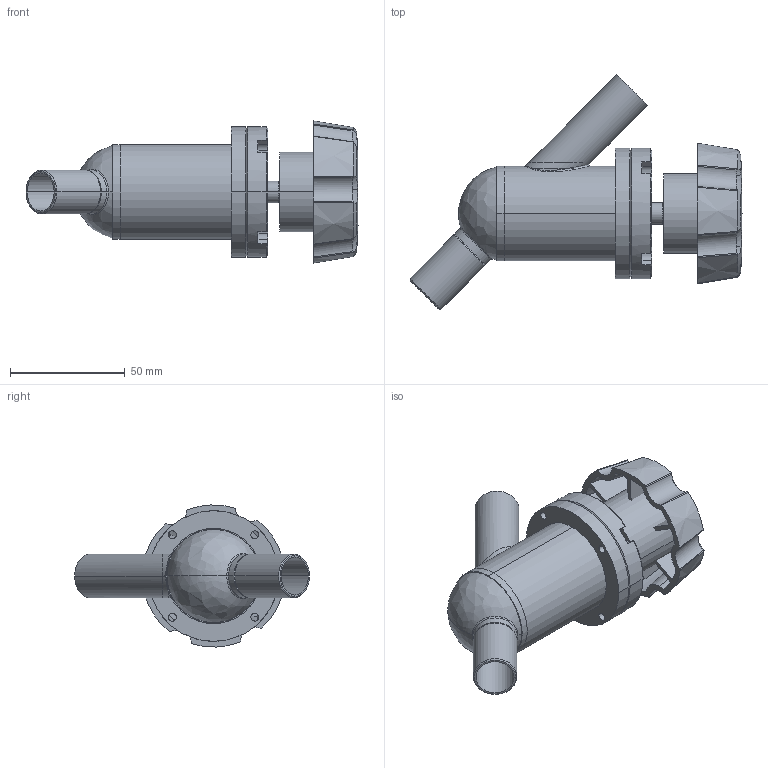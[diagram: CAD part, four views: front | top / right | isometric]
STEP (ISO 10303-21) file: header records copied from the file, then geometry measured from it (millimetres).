
FILE_DESCRIPTION (( 'STEP AP214' ), '1' );
FILE_NAME ('SVV-075-20_STRAIGHT_THRU_VALVE.STEP', '2020-04-09T06:57:04', ( 'admin' ), ( 'Microsoft' ), 'SwSTEP 2.0', 'SolidWorks 2016', '' );
FILE_SCHEMA (( 'AUTOMOTIVE_DESIGN' ));
Length unit declared in the file: inch
Products named in the file (1): SVV-075-20_STRAIGHT_THRU_VALVE
Bounding box: 144.62 x 102.33 x 61.92 mm (x, y, z)
Volume: 91839.1 mm3; surface area: 69016.4 mm2
Topology: 11 solids, 11 shells, 294 faces, 759 edges, 499 vertices
Faces by surface type: cylinder 117, plane 88, cone 58, bspline 30, sphere 1
Entity records: 12090 total; most frequent: CARTESIAN_POINT 4993, ORIENTED_EDGE 1510, DIRECTION 1354, EDGE_CURVE 755, AXIS2_PLACEMENT_3D 552, VERTEX_POINT 499, EDGE_LOOP 346, FACE_OUTER_BOUND 294
